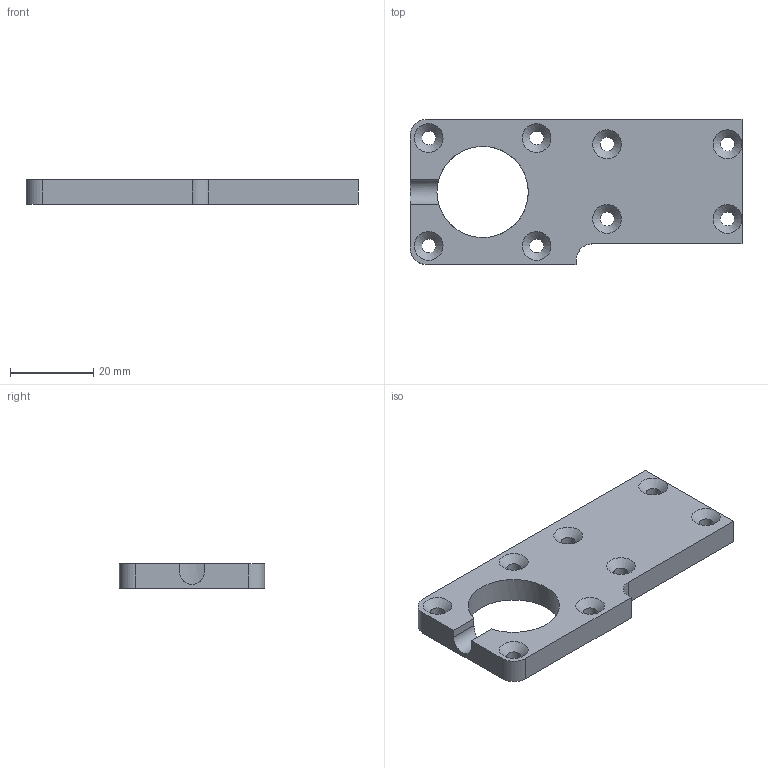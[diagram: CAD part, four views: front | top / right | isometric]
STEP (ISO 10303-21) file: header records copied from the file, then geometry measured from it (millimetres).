
FILE_DESCRIPTION(/* description */ (''),/* implementation_level */ '2;1');
FILE_NAME(/* name */ 'Motorhalterung2 v1.step',/* time_stamp */ '2020-01-23T18:50:24+01:00',/* author */ (''),/* organization */ (''),/* preprocessor_version */ 'ST-DEVELOPER v18',/* originating_system */ 'Autodesk Translation Framework v8.6.0.1094',/* authorisation */ '');
FILE_SCHEMA (('AUTOMOTIVE_DESIGN { 1 0 10303 214 3 1 1 }'));
Length unit declared in the file: millimetre
Products named in the file (1): Motorhalterung2
Bounding box: 80 x 35 x 6 mm (x, y, z)
Volume: 12509.4 mm3; surface area: 6506.6 mm2
Topology: 1 solids, 1 shells, 31 faces, 99 edges, 69 vertices
Faces by surface type: cylinder 13, plane 10, cone 8
Full cylindrical faces by diameter (mm): 3.4 x8, 22 x1
Entity records: 1218 total; most frequent: CARTESIAN_POINT 218, DIRECTION 211, ORIENTED_EDGE 198, EDGE_CURVE 99, AXIS2_PLACEMENT_3D 82, VERTEX_POINT 69, CIRCLE 50, EDGE_LOOP 48
